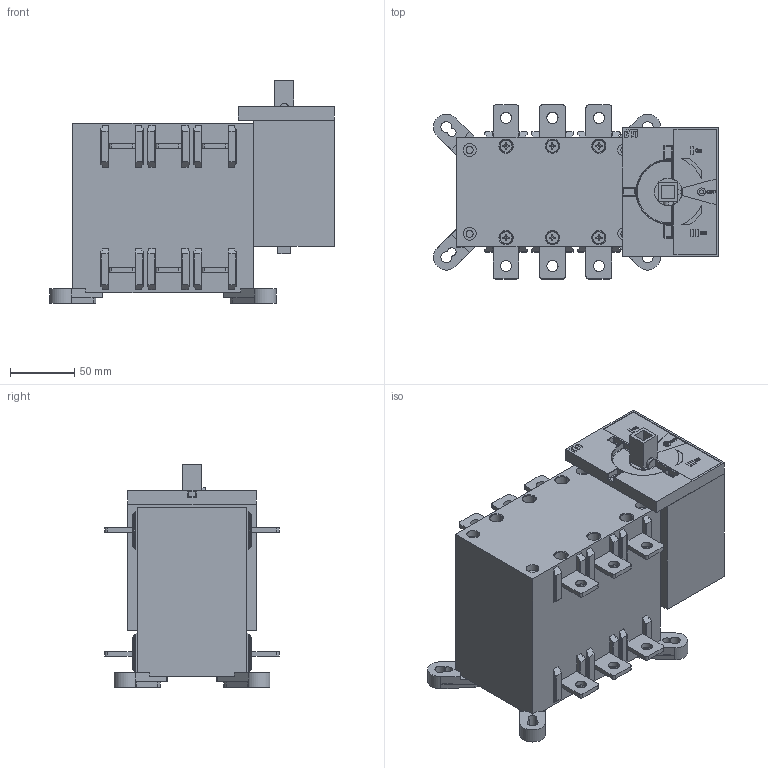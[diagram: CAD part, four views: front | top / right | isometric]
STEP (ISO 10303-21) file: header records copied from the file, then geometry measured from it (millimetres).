
FILE_DESCRIPTION((''),'2;1');
FILE_NAME('GF_ASM','2021-10-01T',('marketing.praksa'),('Audax d.o.o.'),'CREO PARAMETRIC BY PTC INC, 2017480','CREO PARAMETRIC BY PTC INC, 2017480','');
FILE_SCHEMA(('AUTOMOTIVE_DESIGN { 1 0 10303 214 1 1 1 1 }'));
Products named in the file (28): PRT9562_1_1_1_1_2_3_4_1; PRT9563_1_1_2_1_1_1_2_3_1; PRT9563_1_1_2_2_1_1_2_1; PRT9563_1_1_2_3_1_1_2_3_4_1; PRT9563_1_1_2_4_1_1; PRT9563_1_1_2_ASM_1_1_2_ASM_1_ASM; O2_1_1_2_1_1_1; O2_1_1_2_2_1_1; O2_1_1_2_3_1_1; O2_1_1_2_4_1_1; O2_1_1_2_5_1_1; O2_1_1_2_6_1_1; O2_1_1_2_7_1_1; O2_1_1_2_8_1_1; O2_1_1_2_9_1_1; O2_1_1_2_10_1_1; O2_1_1_2_11_1_1; O2_1_1_2_12_1_1; O2_1_1_2_ASM_1_ASM_1_ASM; SCREW_1_1_1_1_1; SCREWS_ASM_1_1_ASM_1_ASM_1_ASM; O4_1_1_1_1_1; PRT9569_1_1_1_1_2_1; PRT9570_1_1_2_1_1_1_2_1; PRT9570_1_1_2_2_1_1; PRT9570_1_1_2_3_1_1; PRT9570_1_1_2_ASM_1_ASM_1_ASM; GF_ASM
Assembly tree (30 placements, depth 3):
  GF_ASM
    PRT9562_1_1_1_1_2_3_4_1
    PRT9563_1_1_2_ASM_1_1_2_ASM_1_ASM
      PRT9563_1_1_2_1_1_1_2_3_1
      PRT9563_1_1_2_2_1_1_2_1
      PRT9563_1_1_2_3_1_1_2_3_4_1
      PRT9563_1_1_2_4_1_1
    O2_1_1_2_ASM_1_ASM_1_ASM
      O2_1_1_2_1_1_1
      O2_1_1_2_2_1_1
      O2_1_1_2_3_1_1
      O2_1_1_2_4_1_1
      O2_1_1_2_5_1_1
      O2_1_1_2_6_1_1
      O2_1_1_2_7_1_1
      O2_1_1_2_8_1_1
      O2_1_1_2_9_1_1
      O2_1_1_2_10_1_1
      O2_1_1_2_11_1_1
      O2_1_1_2_12_1_1
    SCREWS_ASM_1_1_ASM_1_ASM_1_ASM  x2
      SCREW_1_1_1_1_1
    O4_1_1_1_1_1
    PRT9569_1_1_1_1_2_1
    PRT9570_1_1_2_ASM_1_ASM_1_ASM
      PRT9570_1_1_2_1_1_1_2_1
      PRT9570_1_1_2_2_1_1
      PRT9570_1_1_2_3_1_1
Bounding box: 220.99 x 135 x 173 mm (x, y, z)
Volume: 2296061.9 mm3; surface area: 180845.3 mm2
Topology: 28 solids, 34 shells, 1482 faces, 3697 edges, 2332 vertices
Faces by surface type: plane 921, cylinder 395, cone 98, torus 31, bspline 24, sphere 12, extrusion 1
Entity records: 52053 total; most frequent: CARTESIAN_POINT 7721, ORIENTED_EDGE 6178, DIRECTION 6165, EDGE_CURVE 3091, PRESENTATION_STYLE_ASSIGNMENT 2687, STYLED_ITEM 2687, VECTOR 2175, LINE 2174
